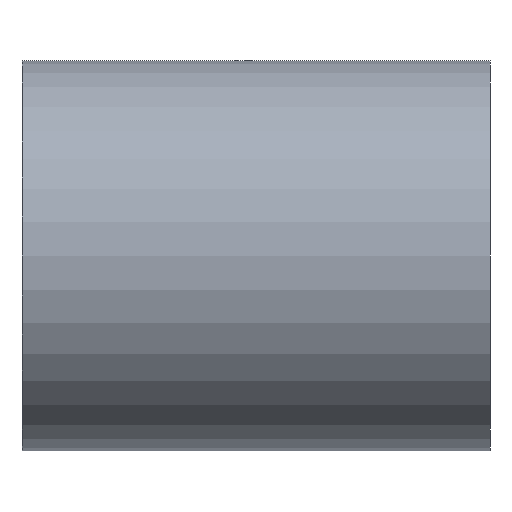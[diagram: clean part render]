
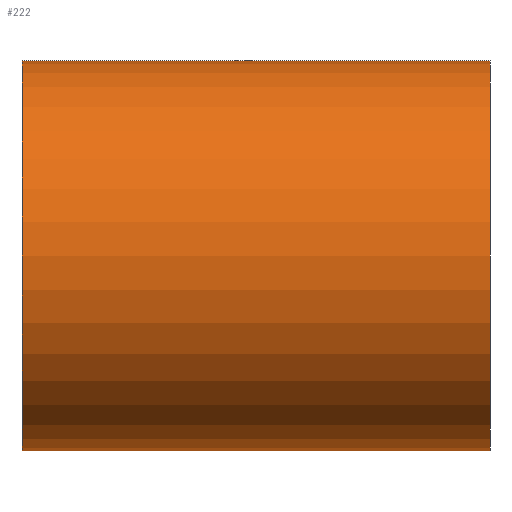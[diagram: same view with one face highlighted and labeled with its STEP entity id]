
A CAD part, front view. The second image highlights one B-rep face of the part: STEP entity #222.
In plain terms, the highlighted cylindrical face has radius 50 mm (diameter 100 mm), a partial arc.
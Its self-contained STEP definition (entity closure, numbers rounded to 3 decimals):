
#7 = CARTESIAN_POINT ( 'NONE',  ( 113.983, 0., -50. ) ) ;
#9 = CARTESIAN_POINT ( 'NONE',  ( -46.222, 0., 0. ) ) ;
#20 = CARTESIAN_POINT ( 'NONE',  ( 113.983, 0., 0. ) ) ;
#38 = DIRECTION ( 'NONE',  ( -1., 0., 0. ) ) ;
#42 = CARTESIAN_POINT ( 'NONE',  ( -46.222, 0., 50. ) ) ;
#63 = CARTESIAN_POINT ( 'NONE',  ( -6.017, 0., -50. ) ) ;
#74 = EDGE_CURVE ( 'NONE', #212, #244, #304, .T. ) ;
#77 = CARTESIAN_POINT ( 'NONE',  ( -6.017, 0., 50. ) ) ;
#103 = EDGE_CURVE ( 'NONE', #244, #172, #167, .T. ) ;
#111 = CYLINDRICAL_SURFACE ( 'NONE', #188, 50. ) ;
#123 = ORIENTED_EDGE ( 'NONE', *, *, #165, .T. ) ;
#131 = VERTEX_POINT ( 'NONE', #307 ) ;
#132 = FACE_OUTER_BOUND ( 'NONE', #301, .T. ) ;
#146 = ORIENTED_EDGE ( 'NONE', *, *, #292, .T. ) ;
#152 = AXIS2_PLACEMENT_3D ( 'NONE', #302, #278, #251 ) ;
#156 = DIRECTION ( 'NONE',  ( -1., 0., 0. ) ) ;
#162 = DIRECTION ( 'NONE',  ( -1., 0., 0. ) ) ;
#165 = EDGE_CURVE ( 'NONE', #131, #172, #271, .T. ) ;
#167 = CIRCLE ( 'NONE', #152, 50. ) ;
#170 = ORIENTED_EDGE ( 'NONE', *, *, #74, .F. ) ;
#172 = VERTEX_POINT ( 'NONE', #77 ) ;
#184 = VECTOR ( 'NONE', #38, 1000. ) ;
#186 = AXIS2_PLACEMENT_3D ( 'NONE', #20, #162, #257 ) ;
#187 = CIRCLE ( 'NONE', #186, 50. ) ;
#188 = AXIS2_PLACEMENT_3D ( 'NONE', #9, #200, #303 ) ;
#200 = DIRECTION ( 'NONE',  ( -1., 0., 0. ) ) ;
#212 = VERTEX_POINT ( 'NONE', #7 ) ;
#222 = ADVANCED_FACE ( 'NONE', ( #132 ), #111, .T. ) ;
#244 = VERTEX_POINT ( 'NONE', #63 ) ;
#251 = DIRECTION ( 'NONE',  ( 0., 0., 1. ) ) ;
#257 = DIRECTION ( 'NONE',  ( 0., 0., 1. ) ) ;
#266 = VECTOR ( 'NONE', #156, 1000. ) ;
#271 = LINE ( 'NONE', #42, #184 ) ;
#274 = CARTESIAN_POINT ( 'NONE',  ( -46.222, 0., -50. ) ) ;
#278 = DIRECTION ( 'NONE',  ( -1., 0., 0. ) ) ;
#292 = EDGE_CURVE ( 'NONE', #212, #131, #187, .T. ) ;
#293 = ORIENTED_EDGE ( 'NONE', *, *, #103, .F. ) ;
#301 = EDGE_LOOP ( 'NONE', ( #170, #146, #123, #293 ) ) ;
#302 = CARTESIAN_POINT ( 'NONE',  ( -6.017, 0., 0. ) ) ;
#303 = DIRECTION ( 'NONE',  ( 0., 0., 1. ) ) ;
#304 = LINE ( 'NONE', #274, #266 ) ;
#307 = CARTESIAN_POINT ( 'NONE',  ( 113.983, 0., 50. ) ) ;
